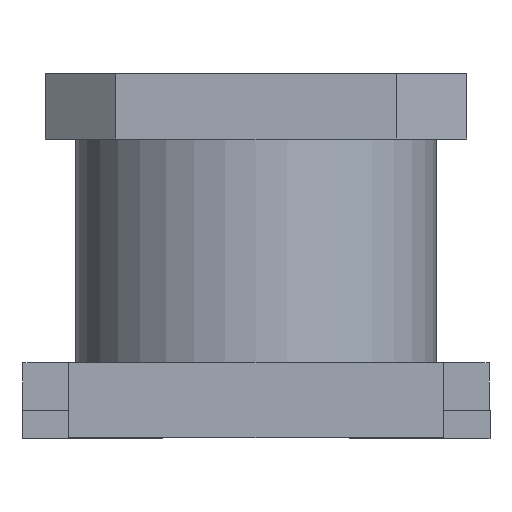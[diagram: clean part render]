
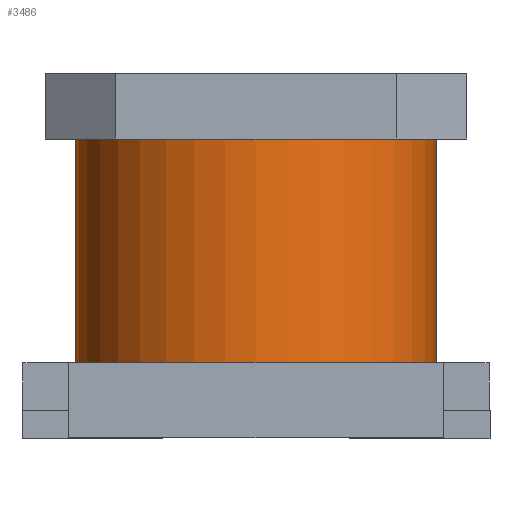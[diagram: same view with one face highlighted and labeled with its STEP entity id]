
A CAD part, front view. The second image highlights one B-rep face of the part: STEP entity #3486.
In plain terms, the highlighted cylindrical face has radius 1.925 mm (diameter 3.85 mm), a partial arc.
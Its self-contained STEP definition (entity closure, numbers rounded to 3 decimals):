
#66 = EDGE_LOOP ( 'NONE', ( #1254, #2670, #2247, #2095 ) ) ;
#237 = VERTEX_POINT ( 'NONE', #1806 ) ;
#396 = VERTEX_POINT ( 'NONE', #3229 ) ;
#497 = CIRCLE ( 'NONE', #3302, 1.925 ) ;
#550 = AXIS2_PLACEMENT_3D ( 'NONE', #738, #1883, #1929 ) ;
#714 = CARTESIAN_POINT ( 'NONE',  ( -1.925, 0., 0.81 ) ) ;
#737 = VERTEX_POINT ( 'NONE', #714 ) ;
#738 = CARTESIAN_POINT ( 'NONE',  ( 0., 0., 3.2 ) ) ;
#848 = CIRCLE ( 'NONE', #550, 1.925 ) ;
#895 = DIRECTION ( 'NONE',  ( 0., 0., 1. ) ) ;
#939 = CARTESIAN_POINT ( 'NONE',  ( 0., 0., 0.81 ) ) ;
#984 = CARTESIAN_POINT ( 'NONE',  ( 0., 0., 3.2 ) ) ;
#1022 = EDGE_CURVE ( 'NONE', #2674, #396, #2461, .T. ) ;
#1254 = ORIENTED_EDGE ( 'NONE', *, *, #1022, .F. ) ;
#1256 = LINE ( 'NONE', #2988, #1991 ) ;
#1308 = DIRECTION ( 'NONE',  ( -1., 0., 0. ) ) ;
#1478 = CARTESIAN_POINT ( 'NONE',  ( 1.925, 0., 3.2 ) ) ;
#1626 = DIRECTION ( 'NONE',  ( 0., 0., -1. ) ) ;
#1684 = EDGE_CURVE ( 'NONE', #737, #396, #497, .T. ) ;
#1806 = CARTESIAN_POINT ( 'NONE',  ( -1.925, 0., 3.2 ) ) ;
#1829 = EDGE_CURVE ( 'NONE', #237, #2674, #848, .T. ) ;
#1883 = DIRECTION ( 'NONE',  ( 0., 0., 1. ) ) ;
#1929 = DIRECTION ( 'NONE',  ( -1., 0., 0. ) ) ;
#1991 = VECTOR ( 'NONE', #2433, 1000. ) ;
#2080 = DIRECTION ( 'NONE',  ( -1., 0., 0. ) ) ;
#2095 = ORIENTED_EDGE ( 'NONE', *, *, #1684, .T. ) ;
#2247 = ORIENTED_EDGE ( 'NONE', *, *, #2736, .T. ) ;
#2379 = FACE_OUTER_BOUND ( 'NONE', #66, .T. ) ;
#2433 = DIRECTION ( 'NONE',  ( 0., 0., -1. ) ) ;
#2451 = DIRECTION ( 'NONE',  ( 0., 0., -1. ) ) ;
#2461 = LINE ( 'NONE', #3527, #3113 ) ;
#2670 = ORIENTED_EDGE ( 'NONE', *, *, #1829, .F. ) ;
#2674 = VERTEX_POINT ( 'NONE', #1478 ) ;
#2736 = EDGE_CURVE ( 'NONE', #237, #737, #1256, .T. ) ;
#2988 = CARTESIAN_POINT ( 'NONE',  ( -1.925, 0., 3.2 ) ) ;
#3113 = VECTOR ( 'NONE', #1626, 1000. ) ;
#3123 = AXIS2_PLACEMENT_3D ( 'NONE', #984, #2451, #1308 ) ;
#3229 = CARTESIAN_POINT ( 'NONE',  ( 1.925, 0., 0.81 ) ) ;
#3302 = AXIS2_PLACEMENT_3D ( 'NONE', #939, #895, #2080 ) ;
#3486 = ADVANCED_FACE ( 'NONE', ( #2379 ), #3539, .T. ) ;
#3527 = CARTESIAN_POINT ( 'NONE',  ( 1.925, 0., 3.2 ) ) ;
#3539 = CYLINDRICAL_SURFACE ( 'NONE', #3123, 1.925 ) ;
